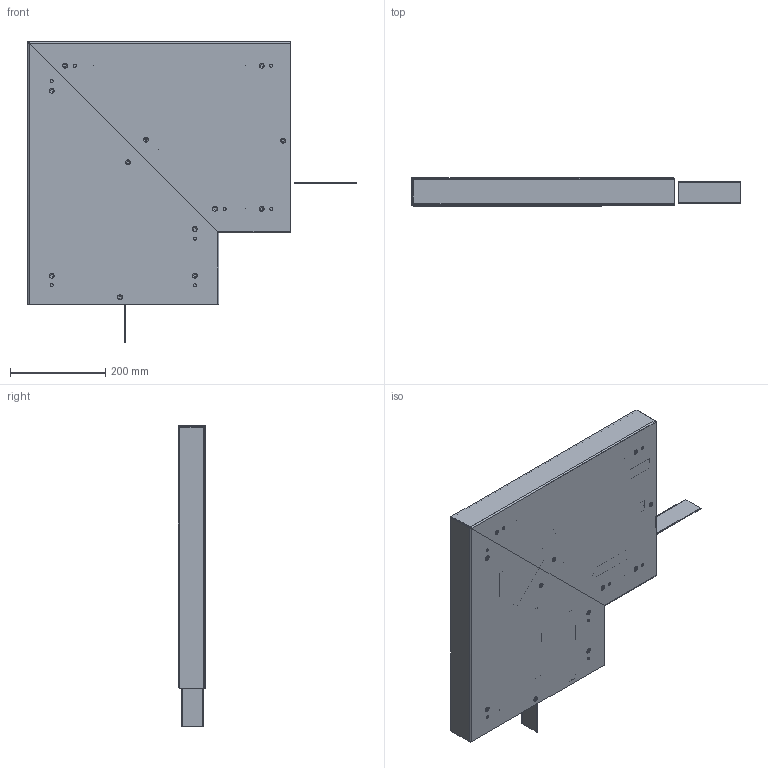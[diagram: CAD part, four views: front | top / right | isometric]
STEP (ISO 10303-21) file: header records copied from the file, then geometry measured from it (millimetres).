
FILE_DESCRIPTION((''),'2;1');
FILE_NAME('BKG40060511_ASM','2022-12-02T08:26:41',('hollstem'),(''),'CREO PARAMETRIC BY PTC INC, 2022024','CREO PARAMETRIC BY PTC INC, 2022024','');
FILE_SCHEMA(('AUTOMOTIVE_DESIGN { 1 0 10303 214 1 1 1 1 }'));
Length unit declared in the file: millimetre
Products named in the file (16): T-01226; T-01219; T-01248; T-01247; T-01254; T-01253; T-01025_AF0; T-01234_ASM; T-01025_AF1; T-01237_ASM; 63187-M_AF0; T-01402_ASM; 63187-M; 63189-M_ASM; 64180-M; BKG40060511_ASM
Assembly tree (22 placements, depth 3):
  BKG40060511_ASM
    T-01226
    T-01219
    T-01248
    T-01247
    T-01254
    T-01253
    T-01234_ASM  x2
      T-01025_AF0
    T-01237_ASM  x2
      T-01025_AF1
    T-01402_ASM  x5
      63187-M_AF0
    63189-M_ASM  x2
      63187-M
    64180-M
Bounding box: 688.01 x 58 x 629.34 mm (x, y, z)
Volume: 3153079.4 mm3; surface area: 1927876 mm2
Topology: 18 solids, 60 shells, 456 faces, 3588 edges, 3308 vertices
Faces by surface type: plane 299, cylinder 105, torus 48, cone 4
Entity records: 34999 total; most frequent: CARTESIAN_POINT 8709, DIRECTION 3182, PRESENTATION_STYLE_ASSIGNMENT 1617, STYLED_ITEM 1607, CURVE_STYLE 1593, ORIENTED_EDGE 1462, PROPERTY_DEFINITION 1268, REPRESENTATION 1249
